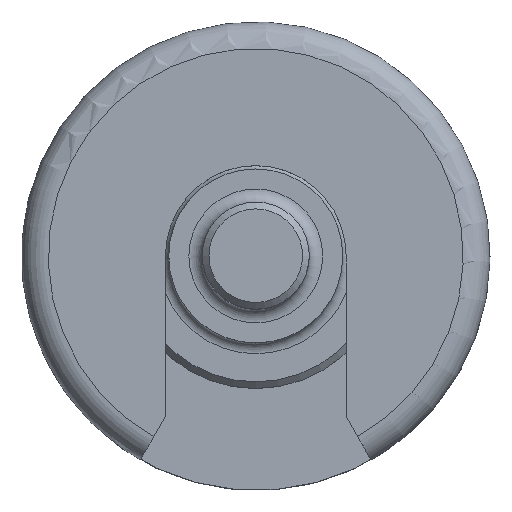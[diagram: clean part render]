
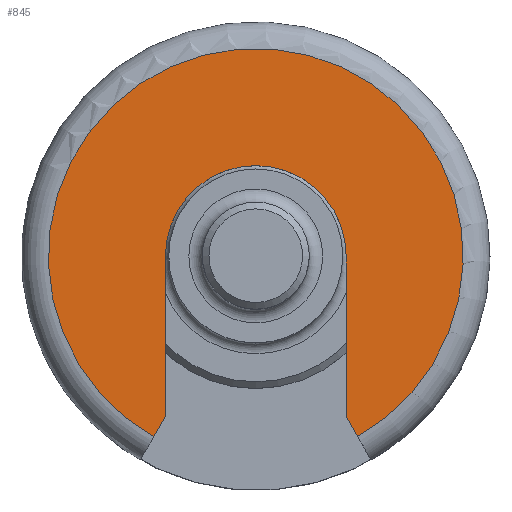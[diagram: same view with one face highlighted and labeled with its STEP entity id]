
A CAD part, top view. The second image highlights one B-rep face of the part: STEP entity #845.
In plain terms, the highlighted planar face has unit normal (0, 0, 1).
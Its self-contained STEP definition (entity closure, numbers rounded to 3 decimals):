
#757=CARTESIAN_POINT('',(7.616,-13.5,7.5));
#758=VERTEX_POINT('',#757);
#773=CARTESIAN_POINT('',(-7.616,-13.5,7.5));
#774=VERTEX_POINT('',#773);
#788=CARTESIAN_POINT('',(0.0,0.0,7.5));
#789=DIRECTION('',(0.0,0.0,-1.0));
#790=DIRECTION('',(0.0,1.0,0.0));
#791=AXIS2_PLACEMENT_3D('',#788,#789,#790);
#792=CIRCLE('',#791,15.5);
#793=EDGE_CURVE('',#774,#758,#792,.T.);
#798=CARTESIAN_POINT('',(0.0,0.0,7.5));
#799=DIRECTION('',(0.0,0.0,-1.0));
#800=DIRECTION('',(-1.0,0.0,0.0));
#801=AXIS2_PLACEMENT_3D('',#798,#799,#800);
#802=PLANE('',#801);
#803=ORIENTED_EDGE('',*,*,#793,.F.);
#804=CARTESIAN_POINT('',(-6.75,-12.,7.5));
#805=VERTEX_POINT('',#804);
#806=CARTESIAN_POINT('',(-7.616,-13.5,7.5));
#807=DIRECTION('',(0.5,0.866,0.0));
#808=VECTOR('',#807,1.732);
#809=LINE('',#806,#808);
#810=EDGE_CURVE('',#774,#805,#809,.T.);
#811=ORIENTED_EDGE('',*,*,#810,.T.);
#812=CARTESIAN_POINT('',(-6.75,0.,7.5));
#813=VERTEX_POINT('',#812);
#814=CARTESIAN_POINT('',(-6.75,-12.,7.5));
#815=DIRECTION('',(0.0,1.0,0.0));
#816=VECTOR('',#815,12.);
#817=LINE('',#814,#816);
#818=EDGE_CURVE('',#805,#813,#817,.T.);
#819=ORIENTED_EDGE('',*,*,#818,.T.);
#820=CARTESIAN_POINT('',(6.75,0.,7.5));
#821=VERTEX_POINT('',#820);
#822=CARTESIAN_POINT('',(0.,0.,7.5));
#823=DIRECTION('',(0.0,0.0,-1.0));
#824=DIRECTION('',(1.0,0.0,0.0));
#825=AXIS2_PLACEMENT_3D('',#822,#823,#824);
#826=CIRCLE('',#825,6.75);
#827=EDGE_CURVE('',#813,#821,#826,.T.);
#828=ORIENTED_EDGE('',*,*,#827,.T.);
#829=CARTESIAN_POINT('',(6.75,-12.,7.5));
#830=VERTEX_POINT('',#829);
#831=CARTESIAN_POINT('',(6.75,0.,7.5));
#832=DIRECTION('',(0.0,-1.0,0.0));
#833=VECTOR('',#832,12.);
#834=LINE('',#831,#833);
#835=EDGE_CURVE('',#821,#830,#834,.T.);
#836=ORIENTED_EDGE('',*,*,#835,.T.);
#837=CARTESIAN_POINT('',(6.75,-12.,7.5));
#838=DIRECTION('',(0.5,-0.866,0.0));
#839=VECTOR('',#838,1.732);
#840=LINE('',#837,#839);
#841=EDGE_CURVE('',#830,#758,#840,.T.);
#842=ORIENTED_EDGE('',*,*,#841,.T.);
#843=EDGE_LOOP('',(#803,#811,#819,#828,#836,#842));
#844=FACE_OUTER_BOUND('',#843,.T.);
#845=ADVANCED_FACE('',(#844),#802,.F.);
